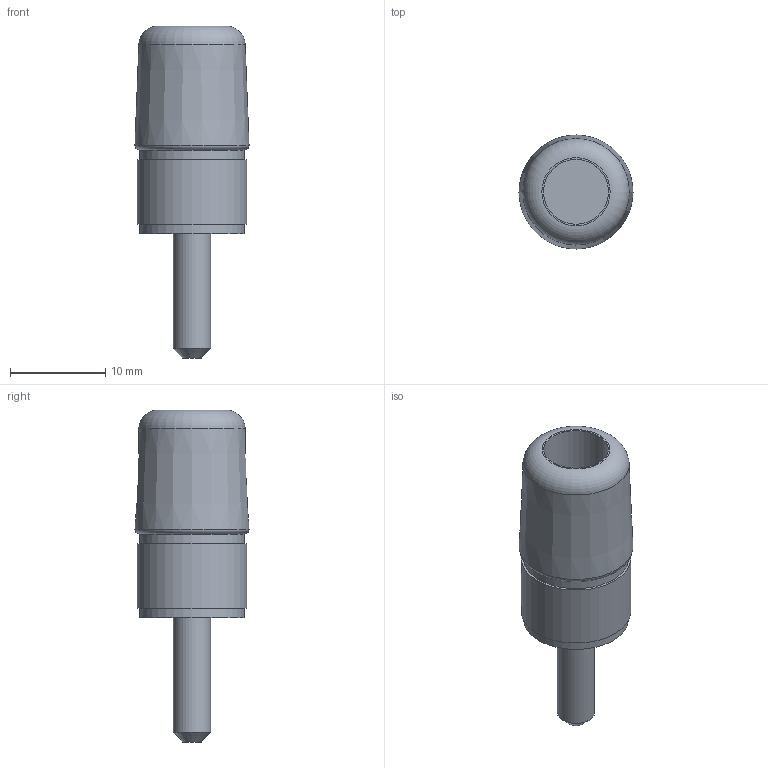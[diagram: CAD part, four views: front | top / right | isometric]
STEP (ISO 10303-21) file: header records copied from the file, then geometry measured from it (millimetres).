
FILE_DESCRIPTION(/* description */ (''),/* implementation_level */ '2;1');
FILE_NAME(/* name */ 'Terminal_BLACK.step',/* time_stamp */ '2024-07-12T16:33:35+09:00',/* author */ (''),/* organization */ (''),/* preprocessor_version */ 'ST-DEVELOPER v20',/* originating_system */ 'Autodesk Translation Framework v13.14.0.145',/* authorisation */ '');
FILE_SCHEMA (('AUTOMOTIVE_DESIGN { 1 0 10303 214 3 1 1 }'));
Length unit declared in the file: millimetre
Products named in the file (1): Terminal_BLACK
Bounding box: 11.96 x 11.96 x 34.8 mm (x, y, z)
Volume: 2153.2 mm3; surface area: 1252.1 mm2
Topology: 1 solids, 1 shells, 15 faces, 26 edges, 17 vertices
Faces by surface type: plane 6, cylinder 5, torus 2, cone 2
Full cylindrical faces by diameter (mm): 3.908 x1, 6.8 x1, 11 x2, 11.5 x1
Entity records: 431 total; most frequent: DIRECTION 77, CARTESIAN_POINT 59, ORIENTED_EDGE 52, AXIS2_PLACEMENT_3D 35, EDGE_CURVE 26, EDGE_LOOP 19, CIRCLE 19, VERTEX_POINT 17
